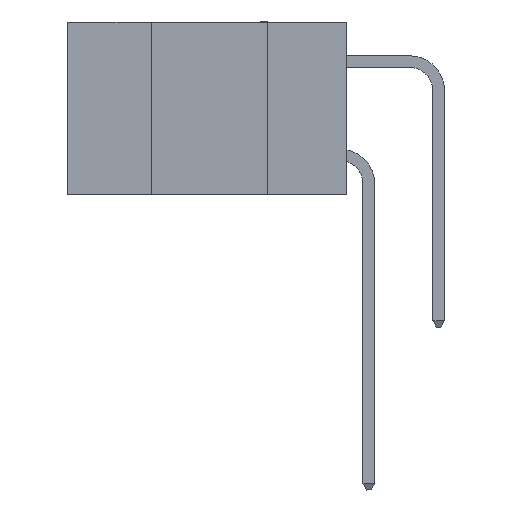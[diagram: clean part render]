
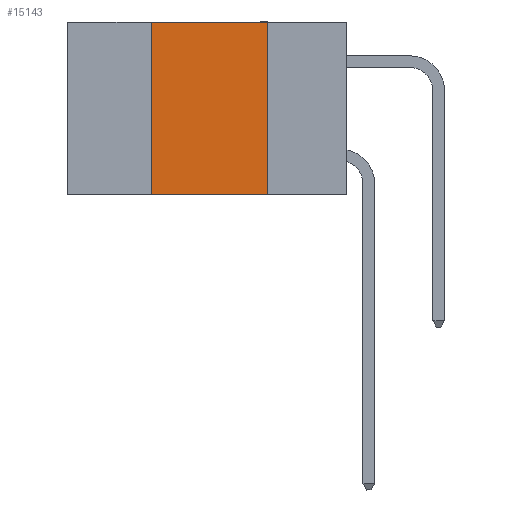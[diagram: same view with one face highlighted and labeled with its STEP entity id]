
A CAD part, left-side view. The second image highlights one B-rep face of the part: STEP entity #15143.
In plain terms, the highlighted planar face has unit normal (-1, 0, 0).
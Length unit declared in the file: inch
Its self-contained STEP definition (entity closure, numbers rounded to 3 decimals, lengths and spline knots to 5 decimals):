
#1239 = CARTESIAN_POINT ( 'NONE',  ( 0., 0.42, 0. ) ) ;
#1686 = DIRECTION ( 'NONE',  ( 0., 0., -1. ) ) ;
#1951 = CARTESIAN_POINT ( 'NONE',  ( 0., 0.17, -0.37 ) ) ;
#3010 = DIRECTION ( 'NONE',  ( 1., 0., 0. ) ) ;
#4390 = CARTESIAN_POINT ( 'NONE',  ( 0., 0.42, 0. ) ) ;
#5506 = LINE ( 'NONE', #18512, #18640 ) ;
#6742 = CARTESIAN_POINT ( 'NONE',  ( 0., 0.6, -0.37 ) ) ;
#9380 = LINE ( 'NONE', #39272, #9879 ) ;
#9879 = VECTOR ( 'NONE', #38977, 39.37008 ) ;
#13214 = PLANE ( 'NONE',  #28325 ) ;
#15143 = ADVANCED_FACE ( 'NONE', ( #36934 ), #13214, .F. ) ;
#15499 = LINE ( 'NONE', #4390, #43125 ) ;
#16612 = DIRECTION ( 'NONE',  ( 0., 0., -1. ) ) ;
#18512 = CARTESIAN_POINT ( 'NONE',  ( 0., 0.17, 0. ) ) ;
#18640 = VECTOR ( 'NONE', #1686, 39.37008 ) ;
#20638 = VERTEX_POINT ( 'NONE', #1951 ) ;
#22805 = CARTESIAN_POINT ( 'NONE',  ( 0., 0.42, -0.37 ) ) ;
#25297 = EDGE_LOOP ( 'NONE', ( #37790, #34271, #42468, #38286 ) ) ;
#25697 = VERTEX_POINT ( 'NONE', #1239 ) ;
#26782 = CARTESIAN_POINT ( 'NONE',  ( 0., 0.6, 0. ) ) ;
#27237 = VECTOR ( 'NONE', #33619, 39.37008 ) ;
#27742 = DIRECTION ( 'NONE',  ( 0., 0., 1. ) ) ;
#28305 = VERTEX_POINT ( 'NONE', #22805 ) ;
#28325 = AXIS2_PLACEMENT_3D ( 'NONE', #26782, #3010, #16612 ) ;
#28803 = LINE ( 'NONE', #6742, #27237 ) ;
#29619 = EDGE_CURVE ( 'NONE', #25697, #30509, #9380, .T. ) ;
#30509 = VERTEX_POINT ( 'NONE', #35708 ) ;
#33619 = DIRECTION ( 'NONE',  ( 0., -1., 0. ) ) ;
#34271 = ORIENTED_EDGE ( 'NONE', *, *, #29619, .F. ) ;
#35532 = EDGE_CURVE ( 'NONE', #30509, #20638, #5506, .T. ) ;
#35708 = CARTESIAN_POINT ( 'NONE',  ( 0., 0.17, 0. ) ) ;
#36934 = FACE_OUTER_BOUND ( 'NONE', #25297, .T. ) ;
#37790 = ORIENTED_EDGE ( 'NONE', *, *, #35532, .F. ) ;
#38286 = ORIENTED_EDGE ( 'NONE', *, *, #38455, .T. ) ;
#38455 = EDGE_CURVE ( 'NONE', #28305, #20638, #28803, .T. ) ;
#38977 = DIRECTION ( 'NONE',  ( 0., -1., 0. ) ) ;
#39272 = CARTESIAN_POINT ( 'NONE',  ( 0., 0.6, 0. ) ) ;
#42173 = EDGE_CURVE ( 'NONE', #28305, #25697, #15499, .T. ) ;
#42468 = ORIENTED_EDGE ( 'NONE', *, *, #42173, .F. ) ;
#43125 = VECTOR ( 'NONE', #27742, 39.37008 ) ;
